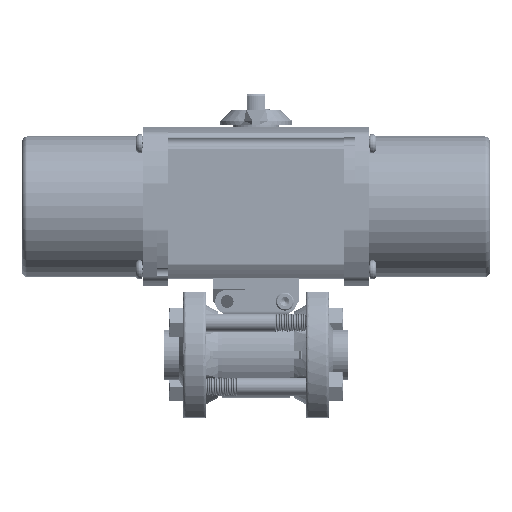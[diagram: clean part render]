
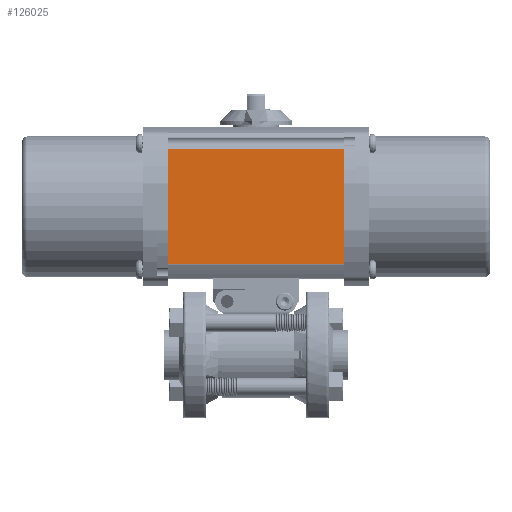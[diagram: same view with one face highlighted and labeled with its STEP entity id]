
A CAD part, top view. The second image highlights one B-rep face of the part: STEP entity #126025.
In plain terms, the highlighted planar face has unit normal (0, 0, 1).
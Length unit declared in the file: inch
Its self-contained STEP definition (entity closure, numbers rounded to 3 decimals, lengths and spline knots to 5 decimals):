
#769 = CARTESIAN_POINT ( 'NONE',  ( 1.5275, 3.56213, 1.17 ) ) ;
#786 = VECTOR ( 'NONE', #106467, 39.37008 ) ;
#18666 = AXIS2_PLACEMENT_3D ( 'NONE', #159108, #57664, #176135 ) ;
#21794 = ORIENTED_EDGE ( 'NONE', *, *, #196131, .T. ) ;
#23168 = DIRECTION ( 'NONE',  ( -1., 0., 0. ) ) ;
#23298 = CARTESIAN_POINT ( 'NONE',  ( 1.5275, 3.5694, 1.17 ) ) ;
#49318 = EDGE_LOOP ( 'NONE', ( #202804, #21794, #68534, #120581 ) ) ;
#50681 = VERTEX_POINT ( 'NONE', #769 ) ;
#56914 = CARTESIAN_POINT ( 'NONE',  ( -5.04033, 1.56787, 1.17 ) ) ;
#57341 = VERTEX_POINT ( 'NONE', #175671 ) ;
#57664 = DIRECTION ( 'NONE',  ( 0., 0., -1. ) ) ;
#58639 = VERTEX_POINT ( 'NONE', #105873 ) ;
#60294 = EDGE_CURVE ( 'NONE', #58639, #57341, #212971, .T. ) ;
#65731 = EDGE_CURVE ( 'NONE', #58639, #159938, #91051, .T. ) ;
#68074 = LINE ( 'NONE', #141782, #118423 ) ;
#68534 = ORIENTED_EDGE ( 'NONE', *, *, #65731, .F. ) ;
#91051 = LINE ( 'NONE', #173844, #786 ) ;
#91062 = PLANE ( 'NONE',  #18666 ) ;
#91413 = FACE_OUTER_BOUND ( 'NONE', #49318, .T. ) ;
#105873 = CARTESIAN_POINT ( 'NONE',  ( -1.5275, 1.56787, 1.17 ) ) ;
#106467 = DIRECTION ( 'NONE',  ( 0., 1., 0. ) ) ;
#118423 = VECTOR ( 'NONE', #23168, 39.37008 ) ;
#120581 = ORIENTED_EDGE ( 'NONE', *, *, #60294, .T. ) ;
#122896 = VECTOR ( 'NONE', #159063, 39.37008 ) ;
#126025 = ADVANCED_FACE ( 'NONE', ( #91413 ), #91062, .F. ) ;
#141782 = CARTESIAN_POINT ( 'NONE',  ( -5.04033, 3.56213, 1.17 ) ) ;
#141913 = DIRECTION ( 'NONE',  ( 0., -1., 0. ) ) ;
#153497 = LINE ( 'NONE', #23298, #193153 ) ;
#159063 = DIRECTION ( 'NONE',  ( 1., 0., 0. ) ) ;
#159108 = CARTESIAN_POINT ( 'NONE',  ( -5.04033, 3.5694, 1.17 ) ) ;
#159938 = VERTEX_POINT ( 'NONE', #220031 ) ;
#173844 = CARTESIAN_POINT ( 'NONE',  ( -1.5275, 3.5694, 1.17 ) ) ;
#175671 = CARTESIAN_POINT ( 'NONE',  ( 1.5275, 1.56787, 1.17 ) ) ;
#176135 = DIRECTION ( 'NONE',  ( 0., -1., 0. ) ) ;
#182731 = EDGE_CURVE ( 'NONE', #50681, #57341, #153497, .T. ) ;
#193153 = VECTOR ( 'NONE', #141913, 39.37008 ) ;
#196131 = EDGE_CURVE ( 'NONE', #50681, #159938, #68074, .T. ) ;
#202804 = ORIENTED_EDGE ( 'NONE', *, *, #182731, .F. ) ;
#212971 = LINE ( 'NONE', #56914, #122896 ) ;
#220031 = CARTESIAN_POINT ( 'NONE',  ( -1.5275, 3.56213, 1.17 ) ) ;
